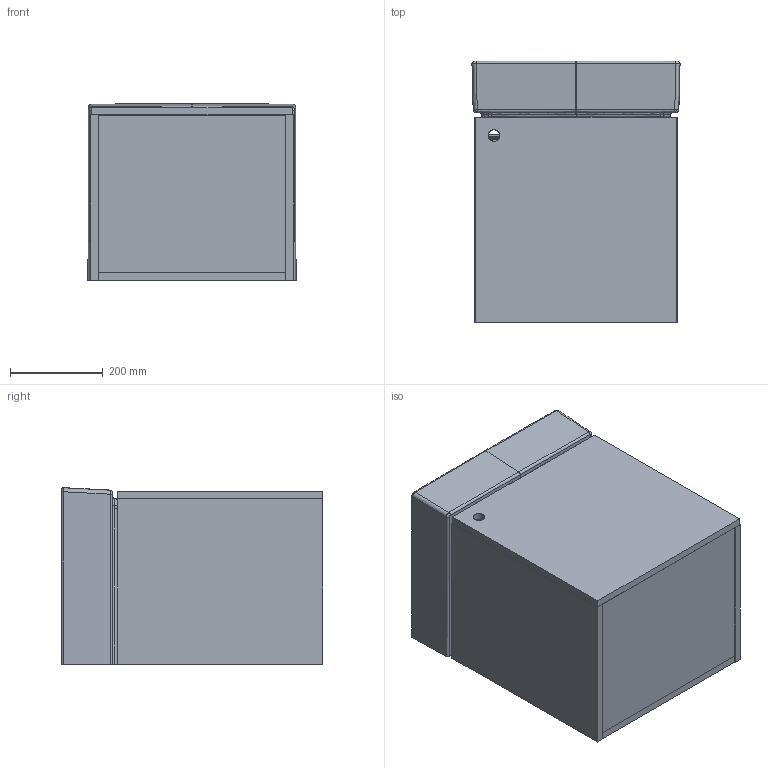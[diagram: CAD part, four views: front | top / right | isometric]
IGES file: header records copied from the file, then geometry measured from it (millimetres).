
Start section: SolidWorks IGES file using analytic representation for surfaces
Global section: file name: 66556+66557++66558+66559+66560+66561+66562+66563_45cm_lavabo_dolabi_7400.IGS; native system: SolidWorks 2018; preprocessor: SolidWorks 2018; author: gulseren.can; date: 201124.173554; units: millimetre
Bounding box: 450 x 564.55 x 382.01 mm (x, y, z)
Surface area: 3086487.2 mm2 (no closed solid volume)
Topology: 0 solids, 0 shells, 1161 faces, 15253 edges, 15177 vertices
Faces by surface type: bspline 710, revolution 451
